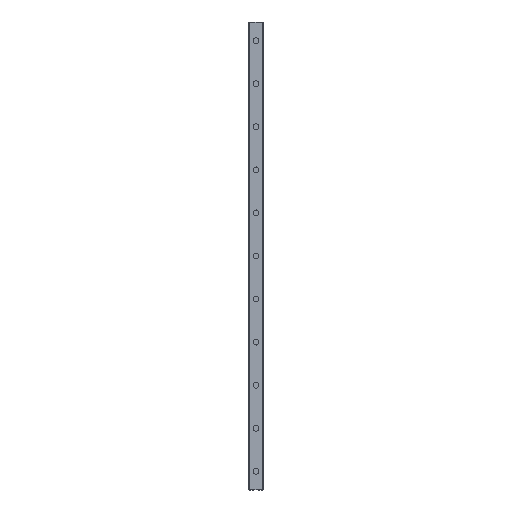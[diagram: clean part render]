
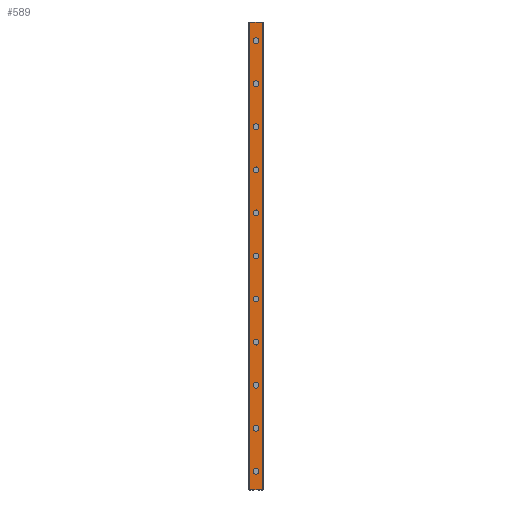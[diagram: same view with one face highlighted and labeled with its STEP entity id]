
A CAD part, top view. The second image highlights one B-rep face of the part: STEP entity #589.
In plain terms, the highlighted planar face has unit normal (0, 0, 1).
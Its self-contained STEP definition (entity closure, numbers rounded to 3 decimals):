
#589=ADVANCED_FACE('',(#1207,#1208,#1209,#1210,#1211,#1212,#1213,#1214,#1215,#1216,#1217,#1218),#1219,.T.);
#1207=FACE_BOUND('',#1858,.T.);
#1208=FACE_BOUND('',#1859,.T.);
#1209=FACE_BOUND('',#1860,.T.);
#1210=FACE_BOUND('',#1861,.T.);
#1211=FACE_BOUND('',#1862,.T.);
#1212=FACE_BOUND('',#1863,.T.);
#1213=FACE_BOUND('',#1864,.T.);
#1214=FACE_BOUND('',#1865,.T.);
#1215=FACE_BOUND('',#1866,.T.);
#1216=FACE_BOUND('',#1867,.T.);
#1217=FACE_BOUND('',#1868,.T.);
#1218=FACE_OUTER_BOUND('',#1869,.T.);
#1219=PLANE('',#1870);
#1858=EDGE_LOOP('',(#3519,#3520));
#1859=EDGE_LOOP('',(#3521,#3522));
#1860=EDGE_LOOP('',(#3523,#3524));
#1861=EDGE_LOOP('',(#3525,#3526));
#1862=EDGE_LOOP('',(#3527,#3528));
#1863=EDGE_LOOP('',(#3529,#3530));
#1864=EDGE_LOOP('',(#3531,#3532));
#1865=EDGE_LOOP('',(#3533,#3534));
#1866=EDGE_LOOP('',(#3535,#3536));
#1867=EDGE_LOOP('',(#3537,#3538));
#1868=EDGE_LOOP('',(#3539,#3540));
#1869=EDGE_LOOP('',(#3541,#3542,#3543,#3544));
#1870=AXIS2_PLACEMENT_3D('',#3545,#3546,#3547);
#3519=ORIENTED_EDGE('',*,*,#3838,.T.);
#3520=ORIENTED_EDGE('',*,*,#4281,.T.);
#3521=ORIENTED_EDGE('',*,*,#3828,.T.);
#3522=ORIENTED_EDGE('',*,*,#4287,.T.);
#3523=ORIENTED_EDGE('',*,*,#3818,.T.);
#3524=ORIENTED_EDGE('',*,*,#4293,.T.);
#3525=ORIENTED_EDGE('',*,*,#3808,.T.);
#3526=ORIENTED_EDGE('',*,*,#4299,.T.);
#3527=ORIENTED_EDGE('',*,*,#3798,.T.);
#3528=ORIENTED_EDGE('',*,*,#4305,.T.);
#3529=ORIENTED_EDGE('',*,*,#3788,.T.);
#3530=ORIENTED_EDGE('',*,*,#4311,.T.);
#3531=ORIENTED_EDGE('',*,*,#3778,.T.);
#3532=ORIENTED_EDGE('',*,*,#4317,.T.);
#3533=ORIENTED_EDGE('',*,*,#3768,.T.);
#3534=ORIENTED_EDGE('',*,*,#4323,.T.);
#3535=ORIENTED_EDGE('',*,*,#3758,.T.);
#3536=ORIENTED_EDGE('',*,*,#4329,.T.);
#3537=ORIENTED_EDGE('',*,*,#3748,.T.);
#3538=ORIENTED_EDGE('',*,*,#4335,.T.);
#3539=ORIENTED_EDGE('',*,*,#3738,.T.);
#3540=ORIENTED_EDGE('',*,*,#4341,.T.);
#3541=ORIENTED_EDGE('',*,*,#4263,.T.);
#3542=ORIENTED_EDGE('',*,*,#4382,.F.);
#3543=ORIENTED_EDGE('',*,*,#4135,.F.);
#3544=ORIENTED_EDGE('',*,*,#4380,.T.);
#3545=CARTESIAN_POINT('',(0.,870.0,23.));
#3546=DIRECTION('',(0.0,0.0,1.0));
#3547=DIRECTION('',(-1.0,0.0,-0.0));
#3738=EDGE_CURVE('',#4436,#4433,#4437,.T.);
#3748=EDGE_CURVE('',#4454,#4451,#4455,.T.);
#3758=EDGE_CURVE('',#4472,#4469,#4473,.T.);
#3768=EDGE_CURVE('',#4490,#4487,#4491,.T.);
#3778=EDGE_CURVE('',#4508,#4505,#4509,.T.);
#3788=EDGE_CURVE('',#4526,#4523,#4527,.T.);
#3798=EDGE_CURVE('',#4544,#4541,#4545,.T.);
#3808=EDGE_CURVE('',#4562,#4559,#4563,.T.);
#3818=EDGE_CURVE('',#4580,#4577,#4581,.T.);
#3828=EDGE_CURVE('',#4598,#4595,#4599,.T.);
#3838=EDGE_CURVE('',#4616,#4613,#4617,.T.);
#4135=EDGE_CURVE('',#5052,#5054,#5055,.T.);
#4263=EDGE_CURVE('',#5265,#5263,#5266,.T.);
#4281=EDGE_CURVE('',#4613,#4616,#5299,.T.);
#4287=EDGE_CURVE('',#4595,#4598,#5305,.T.);
#4293=EDGE_CURVE('',#4577,#4580,#5311,.T.);
#4299=EDGE_CURVE('',#4559,#4562,#5317,.T.);
#4305=EDGE_CURVE('',#4541,#4544,#5323,.T.);
#4311=EDGE_CURVE('',#4523,#4526,#5329,.T.);
#4317=EDGE_CURVE('',#4505,#4508,#5335,.T.);
#4323=EDGE_CURVE('',#4487,#4490,#5341,.T.);
#4329=EDGE_CURVE('',#4469,#4472,#5347,.T.);
#4335=EDGE_CURVE('',#4451,#4454,#5353,.T.);
#4341=EDGE_CURVE('',#4433,#4436,#5359,.T.);
#4380=EDGE_CURVE('',#5052,#5265,#5398,.T.);
#4382=EDGE_CURVE('',#5054,#5263,#5400,.T.);
#4433=VERTEX_POINT('',#5453);
#4436=VERTEX_POINT('',#5457);
#4437=CIRCLE('',#5458,5.5);
#4451=VERTEX_POINT('',#5475);
#4454=VERTEX_POINT('',#5479);
#4455=CIRCLE('',#5480,5.5);
#4469=VERTEX_POINT('',#5497);
#4472=VERTEX_POINT('',#5501);
#4473=CIRCLE('',#5502,5.5);
#4487=VERTEX_POINT('',#5519);
#4490=VERTEX_POINT('',#5523);
#4491=CIRCLE('',#5524,5.5);
#4505=VERTEX_POINT('',#5541);
#4508=VERTEX_POINT('',#5545);
#4509=CIRCLE('',#5546,5.5);
#4523=VERTEX_POINT('',#5563);
#4526=VERTEX_POINT('',#5567);
#4527=CIRCLE('',#5568,5.5);
#4541=VERTEX_POINT('',#5585);
#4544=VERTEX_POINT('',#5589);
#4545=CIRCLE('',#5590,5.5);
#4559=VERTEX_POINT('',#5607);
#4562=VERTEX_POINT('',#5611);
#4563=CIRCLE('',#5612,5.5);
#4577=VERTEX_POINT('',#5629);
#4580=VERTEX_POINT('',#5633);
#4581=CIRCLE('',#5634,5.5);
#4595=VERTEX_POINT('',#5651);
#4598=VERTEX_POINT('',#5655);
#4599=CIRCLE('',#5656,5.5);
#4613=VERTEX_POINT('',#5673);
#4616=VERTEX_POINT('',#5677);
#4617=CIRCLE('',#5678,5.5);
#5052=VERTEX_POINT('',#6258);
#5054=VERTEX_POINT('',#6261);
#5055=LINE('',#6262,#6263);
#5263=VERTEX_POINT('',#6555);
#5265=VERTEX_POINT('',#6558);
#5266=LINE('',#6559,#6560);
#5299=CIRCLE('',#6600,5.5);
#5305=CIRCLE('',#6606,5.5);
#5311=CIRCLE('',#6612,5.5);
#5317=CIRCLE('',#6618,5.5);
#5323=CIRCLE('',#6624,5.5);
#5329=CIRCLE('',#6630,5.5);
#5335=CIRCLE('',#6636,5.5);
#5341=CIRCLE('',#6642,5.5);
#5347=CIRCLE('',#6648,5.5);
#5353=CIRCLE('',#6654,5.5);
#5359=CIRCLE('',#6660,5.5);
#5398=LINE('',#6716,#6717);
#5400=LINE('',#6719,#6720);
#5453=CARTESIAN_POINT('',(5.5,35.0,23.));
#5457=CARTESIAN_POINT('',(-5.5,35.0,23.));
#5458=AXIS2_PLACEMENT_3D('',#6789,#6790,#6791);
#5475=CARTESIAN_POINT('',(5.5,115.0,23.));
#5479=CARTESIAN_POINT('',(-5.5,115.0,23.));
#5480=AXIS2_PLACEMENT_3D('',#6805,#6806,#6807);
#5497=CARTESIAN_POINT('',(5.5,195.0,23.));
#5501=CARTESIAN_POINT('',(-5.5,195.0,23.));
#5502=AXIS2_PLACEMENT_3D('',#6821,#6822,#6823);
#5519=CARTESIAN_POINT('',(5.5,275.0,23.));
#5523=CARTESIAN_POINT('',(-5.5,275.0,23.));
#5524=AXIS2_PLACEMENT_3D('',#6837,#6838,#6839);
#5541=CARTESIAN_POINT('',(5.5,355.0,23.));
#5545=CARTESIAN_POINT('',(-5.5,355.0,23.));
#5546=AXIS2_PLACEMENT_3D('',#6853,#6854,#6855);
#5563=CARTESIAN_POINT('',(5.5,435.0,23.));
#5567=CARTESIAN_POINT('',(-5.5,435.0,23.));
#5568=AXIS2_PLACEMENT_3D('',#6869,#6870,#6871);
#5585=CARTESIAN_POINT('',(5.5,515.0,23.));
#5589=CARTESIAN_POINT('',(-5.5,515.0,23.));
#5590=AXIS2_PLACEMENT_3D('',#6885,#6886,#6887);
#5607=CARTESIAN_POINT('',(5.5,595.0,23.));
#5611=CARTESIAN_POINT('',(-5.5,595.0,23.));
#5612=AXIS2_PLACEMENT_3D('',#6901,#6902,#6903);
#5629=CARTESIAN_POINT('',(5.5,675.0,23.));
#5633=CARTESIAN_POINT('',(-5.5,675.0,23.));
#5634=AXIS2_PLACEMENT_3D('',#6917,#6918,#6919);
#5651=CARTESIAN_POINT('',(5.5,755.0,23.));
#5655=CARTESIAN_POINT('',(-5.5,755.0,23.));
#5656=AXIS2_PLACEMENT_3D('',#6933,#6934,#6935);
#5673=CARTESIAN_POINT('',(5.5,835.0,23.));
#5677=CARTESIAN_POINT('',(-5.5,835.0,23.));
#5678=AXIS2_PLACEMENT_3D('',#6949,#6950,#6951);
#6258=CARTESIAN_POINT('',(-11.386,870.0,23.));
#6261=CARTESIAN_POINT('',(11.386,870.0,23.));
#6262=CARTESIAN_POINT('',(-11.386,870.0,23.));
#6263=VECTOR('',#7293,1.0);
#6555=CARTESIAN_POINT('',(11.386,0.0,23.));
#6558=CARTESIAN_POINT('',(-11.386,0.0,23.));
#6559=CARTESIAN_POINT('',(-11.386,0.0,23.));
#6560=VECTOR('',#7433,1.0);
#6600=AXIS2_PLACEMENT_3D('',#7468,#7469,#7470);
#6606=AXIS2_PLACEMENT_3D('',#7477,#7478,#7479);
#6612=AXIS2_PLACEMENT_3D('',#7486,#7487,#7488);
#6618=AXIS2_PLACEMENT_3D('',#7495,#7496,#7497);
#6624=AXIS2_PLACEMENT_3D('',#7504,#7505,#7506);
#6630=AXIS2_PLACEMENT_3D('',#7513,#7514,#7515);
#6636=AXIS2_PLACEMENT_3D('',#7522,#7523,#7524);
#6642=AXIS2_PLACEMENT_3D('',#7531,#7532,#7533);
#6648=AXIS2_PLACEMENT_3D('',#7540,#7541,#7542);
#6654=AXIS2_PLACEMENT_3D('',#7549,#7550,#7551);
#6660=AXIS2_PLACEMENT_3D('',#7558,#7559,#7560);
#6716=CARTESIAN_POINT('',(-11.386,870.0,23.));
#6717=VECTOR('',#7584,1.0);
#6719=CARTESIAN_POINT('',(11.386,870.0,23.));
#6720=VECTOR('',#7585,1.0);
#6789=CARTESIAN_POINT('',(0.0,35.0,23.));
#6790=DIRECTION('',(0.0,0.0,-1.0));
#6791=DIRECTION('',(1.0,0.0,0.0));
#6805=CARTESIAN_POINT('',(0.0,115.0,23.));
#6806=DIRECTION('',(0.0,0.0,-1.0));
#6807=DIRECTION('',(1.0,0.0,0.0));
#6821=CARTESIAN_POINT('',(0.0,195.0,23.));
#6822=DIRECTION('',(0.0,0.0,-1.0));
#6823=DIRECTION('',(1.0,0.0,0.0));
#6837=CARTESIAN_POINT('',(0.0,275.0,23.));
#6838=DIRECTION('',(0.0,0.0,-1.0));
#6839=DIRECTION('',(1.0,0.0,0.0));
#6853=CARTESIAN_POINT('',(0.0,355.0,23.));
#6854=DIRECTION('',(0.0,0.0,-1.0));
#6855=DIRECTION('',(1.0,0.0,0.0));
#6869=CARTESIAN_POINT('',(0.0,435.0,23.));
#6870=DIRECTION('',(0.0,0.0,-1.0));
#6871=DIRECTION('',(1.0,0.0,0.0));
#6885=CARTESIAN_POINT('',(0.0,515.0,23.));
#6886=DIRECTION('',(0.0,0.0,-1.0));
#6887=DIRECTION('',(1.0,0.0,0.0));
#6901=CARTESIAN_POINT('',(0.0,595.0,23.));
#6902=DIRECTION('',(0.0,0.0,-1.0));
#6903=DIRECTION('',(1.0,0.0,0.0));
#6917=CARTESIAN_POINT('',(0.0,675.0,23.));
#6918=DIRECTION('',(0.0,0.0,-1.0));
#6919=DIRECTION('',(1.0,0.0,0.0));
#6933=CARTESIAN_POINT('',(0.0,755.0,23.));
#6934=DIRECTION('',(0.0,0.0,-1.0));
#6935=DIRECTION('',(1.0,0.0,0.0));
#6949=CARTESIAN_POINT('',(0.0,835.0,23.));
#6950=DIRECTION('',(0.0,0.0,-1.0));
#6951=DIRECTION('',(1.0,0.0,0.0));
#7293=DIRECTION('',(1.0,0.0,0.0));
#7433=DIRECTION('',(1.0,0.0,0.0));
#7468=CARTESIAN_POINT('',(0.0,835.0,23.));
#7469=DIRECTION('',(0.0,0.0,-1.0));
#7470=DIRECTION('',(1.0,0.0,0.0));
#7477=CARTESIAN_POINT('',(0.0,755.0,23.));
#7478=DIRECTION('',(0.0,0.0,-1.0));
#7479=DIRECTION('',(1.0,0.0,0.0));
#7486=CARTESIAN_POINT('',(0.0,675.0,23.));
#7487=DIRECTION('',(0.0,0.0,-1.0));
#7488=DIRECTION('',(1.0,0.0,0.0));
#7495=CARTESIAN_POINT('',(0.0,595.0,23.));
#7496=DIRECTION('',(0.0,0.0,-1.0));
#7497=DIRECTION('',(1.0,0.0,0.0));
#7504=CARTESIAN_POINT('',(0.0,515.0,23.));
#7505=DIRECTION('',(0.0,0.0,-1.0));
#7506=DIRECTION('',(1.0,0.0,0.0));
#7513=CARTESIAN_POINT('',(0.0,435.0,23.));
#7514=DIRECTION('',(0.0,0.0,-1.0));
#7515=DIRECTION('',(1.0,0.0,0.0));
#7522=CARTESIAN_POINT('',(0.0,355.0,23.));
#7523=DIRECTION('',(0.0,0.0,-1.0));
#7524=DIRECTION('',(1.0,0.0,0.0));
#7531=CARTESIAN_POINT('',(0.0,275.0,23.));
#7532=DIRECTION('',(0.0,0.0,-1.0));
#7533=DIRECTION('',(1.0,0.0,0.0));
#7540=CARTESIAN_POINT('',(0.0,195.0,23.));
#7541=DIRECTION('',(0.0,0.0,-1.0));
#7542=DIRECTION('',(1.0,0.0,0.0));
#7549=CARTESIAN_POINT('',(0.0,115.0,23.));
#7550=DIRECTION('',(0.0,0.0,-1.0));
#7551=DIRECTION('',(1.0,0.0,0.0));
#7558=CARTESIAN_POINT('',(0.0,35.0,23.));
#7559=DIRECTION('',(0.0,0.0,-1.0));
#7560=DIRECTION('',(1.0,0.0,0.0));
#7584=DIRECTION('',(0.0,-1.0,0.0));
#7585=DIRECTION('',(0.0,-1.0,0.0));
